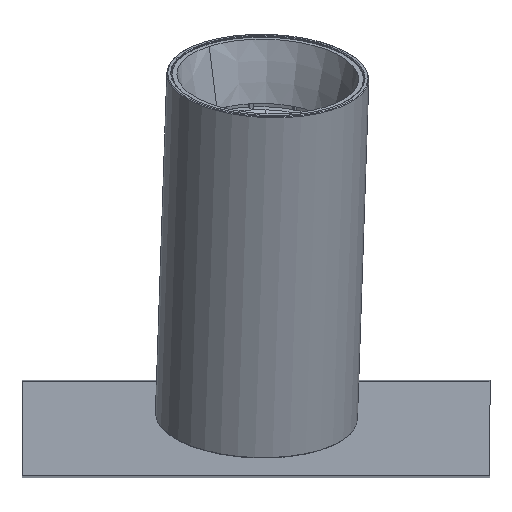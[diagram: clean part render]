
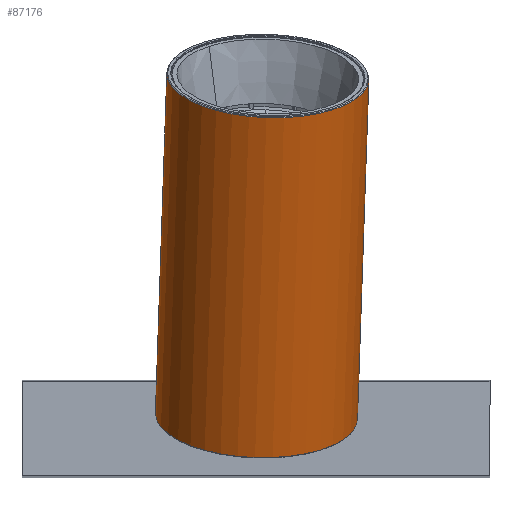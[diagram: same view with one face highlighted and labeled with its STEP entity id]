
A CAD part, front view. The second image highlights one B-rep face of the part: STEP entity #87176.
In plain terms, the highlighted cylindrical face has radius 27 mm (diameter 54 mm), a partial arc.
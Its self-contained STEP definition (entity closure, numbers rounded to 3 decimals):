
#3834 = AXIS2_PLACEMENT_3D ( 'NONE', #51538, #59114, #18617 ) ;
#12015 = CARTESIAN_POINT ( 'NONE',  ( -27., 0., -113.945 ) ) ;
#12465 = VERTEX_POINT ( 'NONE', #73601 ) ;
#13059 = DIRECTION ( 'NONE',  ( 0., 0., -1. ) ) ;
#16813 = DIRECTION ( 'NONE',  ( 0., 0., 1. ) ) ;
#17618 = CARTESIAN_POINT ( 'NONE',  ( 27., 0., -99.8 ) ) ;
#18617 = DIRECTION ( 'NONE',  ( -1., 0., 0. ) ) ;
#19080 = CARTESIAN_POINT ( 'NONE',  ( 27., 0., -113.945 ) ) ;
#19255 = CARTESIAN_POINT ( 'NONE',  ( -27., 0., -0.2 ) ) ;
#24596 = VERTEX_POINT ( 'NONE', #17618 ) ;
#24928 = DIRECTION ( 'NONE',  ( -1., 0., 0. ) ) ;
#25455 = EDGE_CURVE ( 'NONE', #38013, #73874, #44074, .T. ) ;
#30744 = EDGE_CURVE ( 'NONE', #38013, #12465, #57200, .T. ) ;
#33779 = CARTESIAN_POINT ( 'NONE',  ( 0., 0., -99.8 ) ) ;
#33871 = VECTOR ( 'NONE', #13059, 1000. ) ;
#37604 = ORIENTED_EDGE ( 'NONE', *, *, #25455, .T. ) ;
#38013 = VERTEX_POINT ( 'NONE', #19255 ) ;
#41930 = EDGE_CURVE ( 'NONE', #24596, #12465, #81811, .T. ) ;
#44074 = CIRCLE ( 'NONE', #54925, 27. ) ;
#46802 = FACE_OUTER_BOUND ( 'NONE', #56929, .T. ) ;
#46861 = ORIENTED_EDGE ( 'NONE', *, *, #30744, .F. ) ;
#50265 = DIRECTION ( 'NONE',  ( 0., 0., -1. ) ) ;
#50990 = CARTESIAN_POINT ( 'NONE',  ( 0., 0., -0.2 ) ) ;
#51538 = CARTESIAN_POINT ( 'NONE',  ( 0., 0., -113.945 ) ) ;
#53090 = LINE ( 'NONE', #19080, #91721 ) ;
#54925 = AXIS2_PLACEMENT_3D ( 'NONE', #50990, #50265, #24928 ) ;
#56929 = EDGE_LOOP ( 'NONE', ( #37604, #102013, #57821, #46861 ) ) ;
#57200 = LINE ( 'NONE', #12015, #33871 ) ;
#57821 = ORIENTED_EDGE ( 'NONE', *, *, #41930, .T. ) ;
#59114 = DIRECTION ( 'NONE',  ( 0., 0., -1. ) ) ;
#59742 = CYLINDRICAL_SURFACE ( 'NONE', #3834, 27. ) ;
#73601 = CARTESIAN_POINT ( 'NONE',  ( -27., 0., -99.8 ) ) ;
#73874 = VERTEX_POINT ( 'NONE', #78045 ) ;
#75013 = AXIS2_PLACEMENT_3D ( 'NONE', #33779, #16813, #83891 ) ;
#77553 = DIRECTION ( 'NONE',  ( 0., 0., -1. ) ) ;
#78045 = CARTESIAN_POINT ( 'NONE',  ( 27., 0., -0.2 ) ) ;
#80429 = EDGE_CURVE ( 'NONE', #73874, #24596, #53090, .T. ) ;
#81811 = CIRCLE ( 'NONE', #75013, 27. ) ;
#83891 = DIRECTION ( 'NONE',  ( 1., 0., 0. ) ) ;
#87176 = ADVANCED_FACE ( 'NONE', ( #46802 ), #59742, .T. ) ;
#91721 = VECTOR ( 'NONE', #77553, 1000. ) ;
#102013 = ORIENTED_EDGE ( 'NONE', *, *, #80429, .T. ) ;
